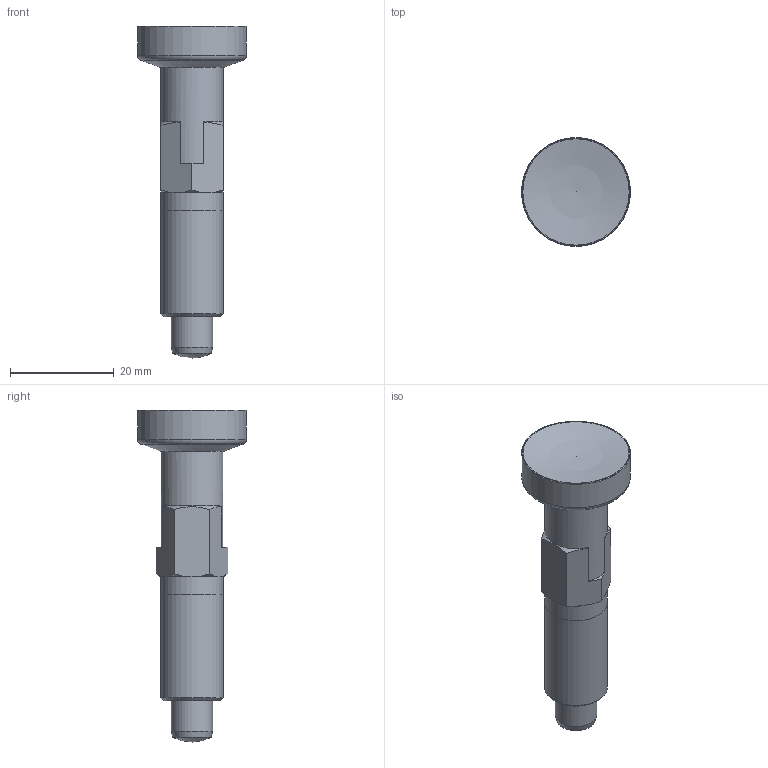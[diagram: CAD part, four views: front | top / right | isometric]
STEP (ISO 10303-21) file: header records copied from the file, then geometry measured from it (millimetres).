
FILE_DESCRIPTION( ( 'Unknown' ), '1' );
FILE_NAME( '7747085_PSAX_21.stp', 'Unknown', ( 'Unknown' ), ( 'Unknown' ), 'PSStep 14.0', 'Unknown', ' ' );
FILE_SCHEMA( ( 'AUTOMOTIVE_DESIGN { 1 0 10303 214 1 1 1 1 }' ) );
Length unit declared in the file: millimetre
Products named in the file (1): PSA21_stampato
Bounding box: 21 x 21 x 64 mm (x, y, z)
Volume: 8116.2 mm3; surface area: 3352.3 mm2
Topology: 1 solids, 2 shells, 52 faces, 127 edges, 79 vertices
Faces by surface type: plane 30, cone 11, cylinder 7, torus 2, sphere 2
Full cylindrical faces by diameter (mm): 8 x1, 12 x3, 21 x1
Entity records: 1884 total; most frequent: CARTESIAN_POINT 339, DIRECTION 224, ORIENTED_EDGE 220, EDGE_CURVE 110, AXIS2_PLACEMENT_3D 87, VERTEX_POINT 74, EDGE_LOOP 64, FACE_OUTER_BOUND 59
